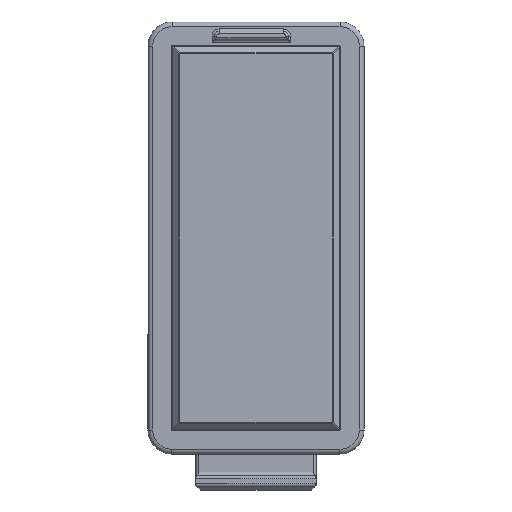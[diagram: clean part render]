
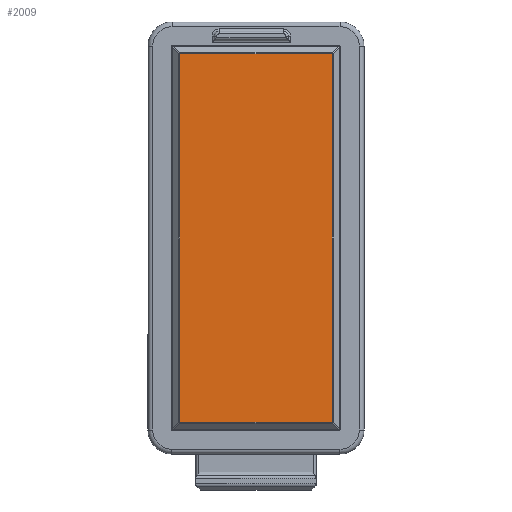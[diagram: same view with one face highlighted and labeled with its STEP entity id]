
A CAD part, front view. The second image highlights one B-rep face of the part: STEP entity #2009.
In plain terms, the highlighted planar face has unit normal (0, -1, 0).
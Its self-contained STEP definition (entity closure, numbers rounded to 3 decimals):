
#243 = ORIENTED_EDGE ( 'NONE', *, *, #1959, .T. ) ;
#377 = CARTESIAN_POINT ( 'NONE',  ( 0., -3., -43.784 ) ) ;
#387 = CARTESIAN_POINT ( 'NONE',  ( -29.833, -3., 0. ) ) ;
#458 = VERTEX_POINT ( 'NONE', #2386 ) ;
#509 = CARTESIAN_POINT ( 'NONE',  ( 0., -3., 0. ) ) ;
#535 = CARTESIAN_POINT ( 'NONE',  ( -29.833, -3., -43.784 ) ) ;
#582 = CARTESIAN_POINT ( 'NONE',  ( -29.833, -3., 109.802 ) ) ;
#634 = VERTEX_POINT ( 'NONE', #582 ) ;
#689 = VECTOR ( 'NONE', #1484, 1000. ) ;
#760 = LINE ( 'NONE', #1243, #689 ) ;
#939 = ORIENTED_EDGE ( 'NONE', *, *, #2050, .T. ) ;
#1023 = ORIENTED_EDGE ( 'NONE', *, *, #1290, .T. ) ;
#1036 = VECTOR ( 'NONE', #2563, 1000. ) ;
#1090 = PLANE ( 'NONE',  #1241 ) ;
#1202 = DIRECTION ( 'NONE',  ( 0., 0., -1. ) ) ;
#1241 = AXIS2_PLACEMENT_3D ( 'NONE', #509, #1648, #1202 ) ;
#1243 = CARTESIAN_POINT ( 'NONE',  ( 0., -3., 109.802 ) ) ;
#1290 = EDGE_CURVE ( 'NONE', #2267, #458, #2420, .T. ) ;
#1356 = CARTESIAN_POINT ( 'NONE',  ( 33.753, -3., 109.802 ) ) ;
#1382 = VECTOR ( 'NONE', #2286, 1000. ) ;
#1484 = DIRECTION ( 'NONE',  ( -1., 0., 0. ) ) ;
#1648 = DIRECTION ( 'NONE',  ( 0., -1., 0. ) ) ;
#1817 = VECTOR ( 'NONE', #2932, 1000. ) ;
#1959 = EDGE_CURVE ( 'NONE', #634, #2267, #2051, .T. ) ;
#2009 = ADVANCED_FACE ( 'NONE', ( #2253 ), #1090, .T. ) ;
#2050 = EDGE_CURVE ( 'NONE', #458, #2379, #2578, .T. ) ;
#2051 = LINE ( 'NONE', #387, #1382 ) ;
#2253 = FACE_OUTER_BOUND ( 'NONE', #2731, .T. ) ;
#2267 = VERTEX_POINT ( 'NONE', #535 ) ;
#2286 = DIRECTION ( 'NONE',  ( 0., 0., -1. ) ) ;
#2379 = VERTEX_POINT ( 'NONE', #1356 ) ;
#2386 = CARTESIAN_POINT ( 'NONE',  ( 33.753, -3., -43.784 ) ) ;
#2420 = LINE ( 'NONE', #377, #1817 ) ;
#2563 = DIRECTION ( 'NONE',  ( 0., 0., 1. ) ) ;
#2578 = LINE ( 'NONE', #2610, #1036 ) ;
#2599 = EDGE_CURVE ( 'NONE', #2379, #634, #760, .T. ) ;
#2610 = CARTESIAN_POINT ( 'NONE',  ( 33.753, -3., 0. ) ) ;
#2707 = ORIENTED_EDGE ( 'NONE', *, *, #2599, .T. ) ;
#2731 = EDGE_LOOP ( 'NONE', ( #939, #2707, #243, #1023 ) ) ;
#2932 = DIRECTION ( 'NONE',  ( 1., 0., 0. ) ) ;
